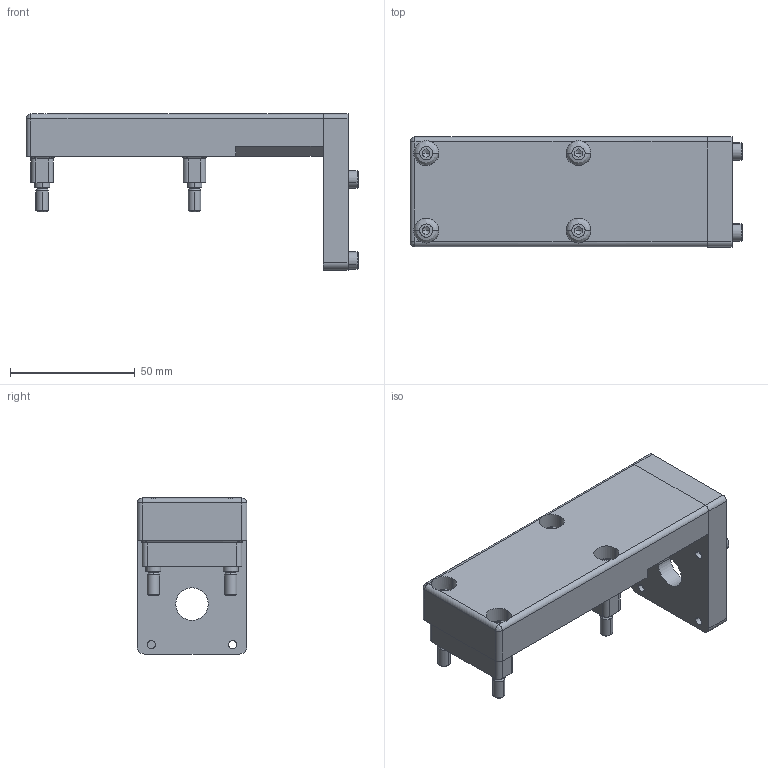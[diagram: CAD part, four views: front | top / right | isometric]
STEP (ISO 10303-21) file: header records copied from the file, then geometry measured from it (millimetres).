
FILE_DESCRIPTION (( 'STEP AP203' ), '1' );
FILE_NAME ('SVL201-ZLW.step', '2022-04-11T16:40:10', ( '' ), ( '' ), 'SwSTEP 2.0', 'SolidWorks 2021', '' );
FILE_SCHEMA (( 'CONFIG_CONTROL_DESIGN' ));
Length unit declared in the file: millimetre
Products named in the file (1): SVL201-ZLW
Bounding box: 133 x 44 x 62.5 mm (x, y, z)
Volume: 118284.7 mm3; surface area: 35570.2 mm2
Topology: 12 solids, 12 shells, 396 faces, 999 edges, 624 vertices
Faces by surface type: cylinder 137, plane 129, cone 84, bspline 42, torus 4
Entity records: 13946 total; most frequent: CARTESIAN_POINT 4532, DIRECTION 1985, ORIENTED_EDGE 1930, EDGE_CURVE 965, AXIS2_PLACEMENT_3D 789, VERTEX_POINT 624, EDGE_LOOP 453, CIRCLE 434
